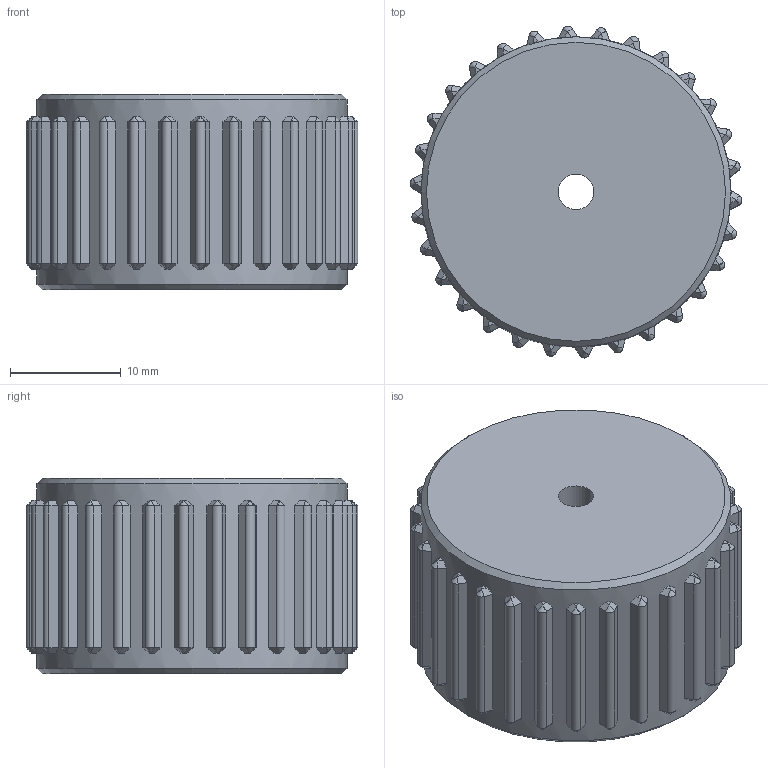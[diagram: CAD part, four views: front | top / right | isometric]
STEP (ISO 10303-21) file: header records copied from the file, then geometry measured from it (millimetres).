
FILE_DESCRIPTION(/* description */ ('','CAx-IF Rec.Pracs.---Representation and Presentation of Product Manufacturing Information (PMI)---4.0---2014-10-13'),/* implementation_level */ '2;1');
FILE_NAME(/* name */ 'Cap.step',/* time_stamp */ '2025-02-09T14:59:49-06:00',/* author */ (''),/* organization */ (''),/* preprocessor_version */ 'ST-DEVELOPER v20',/* originating_system */ 'Autodesk Translation Framework v13.20.0.188',/* authorisation */ '');
FILE_SCHEMA (('AP242_MANAGED_MODEL_BASED_3D_ENGINEERING_MIM_LF { 1 0 10303 442 1 1 4 }'));
Length unit declared in the file: millimetre
Products named in the file (1): Cap
Bounding box: 29.96 x 29.96 x 17.65 mm (x, y, z)
Volume: 4766.9 mm3; surface area: 4727.8 mm2
Topology: 1 solids, 1 shells, 364 faces, 868 edges, 478 vertices
Faces by surface type: plane 245, cone 63, cylinder 52, torus 2, bspline 2
Full cylindrical faces by diameter (mm): 3.2 x1, 22.4 x1, 22.9 x7, 24.2 x7, 24.7 x1, 28 x1
Entity records: 12532 total; most frequent: CARTESIAN_POINT 4362, DIRECTION 1760, ORIENTED_EDGE 1616, EDGE_CURVE 808, AXIS2_PLACEMENT_3D 628, LINE 504, VECTOR 504, VERTEX_POINT 478
